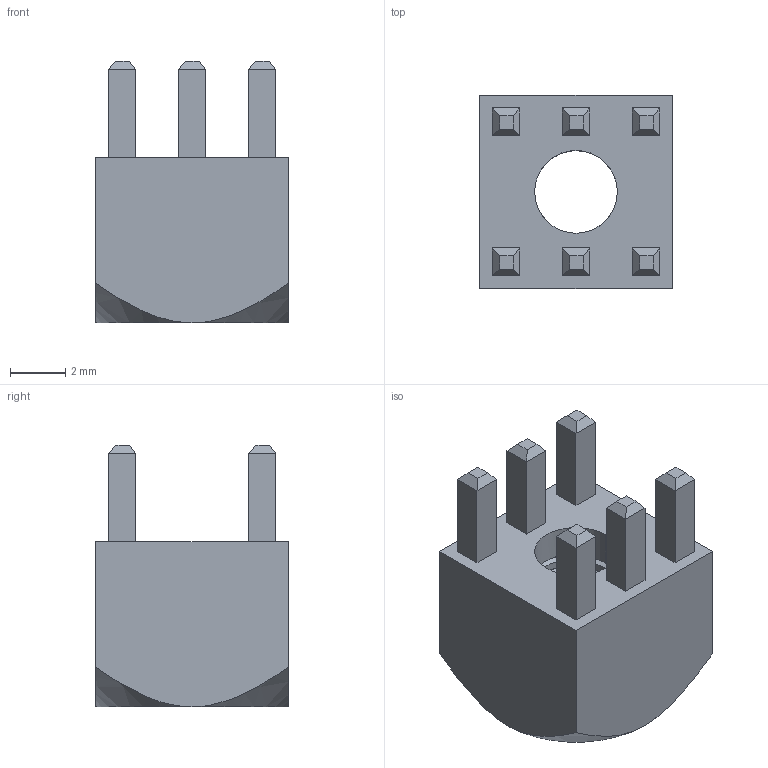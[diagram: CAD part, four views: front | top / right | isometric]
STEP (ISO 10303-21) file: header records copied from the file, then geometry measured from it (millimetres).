
FILE_DESCRIPTION (( 'STEP AP214' ), '1' );
FILE_NAME ('7461057.STEP', '2021-10-26T11:01:55', ( '' ), ( '' ), 'SwSTEP 2.0', 'SolidWorks 2018', '' );
FILE_SCHEMA (( 'AUTOMOTIVE_DESIGN' ));
Length unit declared in the file: millimetre
Products named in the file (2): 7461057
Bounding box: 7 x 7 x 9.5 mm (x, y, z)
Volume: 264.9 mm3; surface area: 396 mm2
Topology: 1 solids, 1 shells, 93 faces, 221 edges, 136 vertices
Faces by surface type: plane 62, cylinder 22, cone 6, bspline 3
Entity records: 4829 total; most frequent: CARTESIAN_POINT 1808, ORIENTED_EDGE 442, DIRECTION 344, EDGE_CURVE 221, VECTOR 140, LINE 140, VERTEX_POINT 136, AXIS2_PLACEMENT_3D 102
